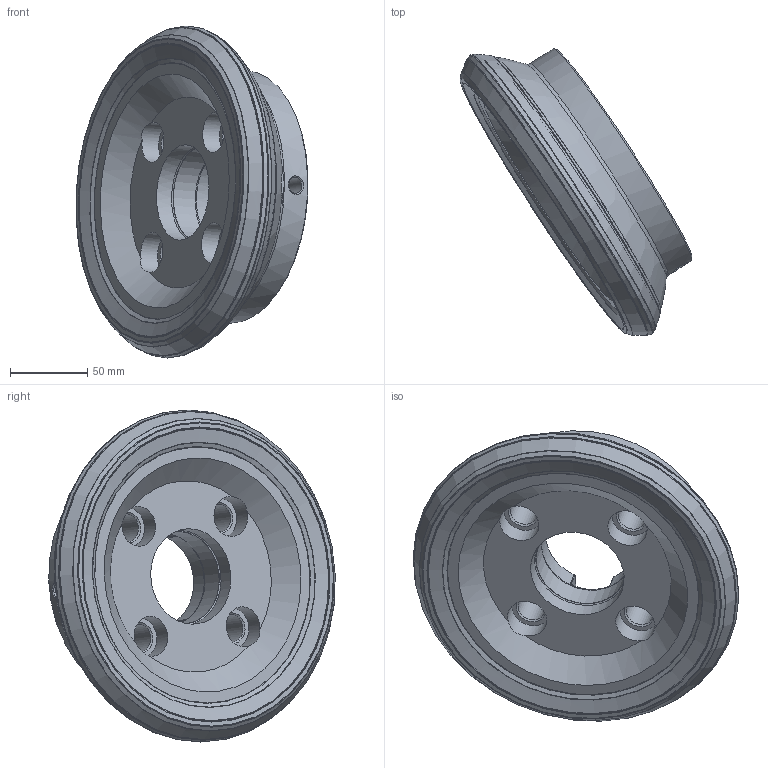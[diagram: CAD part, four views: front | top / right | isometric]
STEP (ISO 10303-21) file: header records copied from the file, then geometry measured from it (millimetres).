
FILE_DESCRIPTION(/* description */ (''),/* implementation_level */ '2;1');
FILE_NAME(/* name */ '',/* time_stamp */ '2019-04-10T10:32:36+02:00',/* author */ (''),/* organization */ (''),/* preprocessor_version */ 'ST-DEVELOPER v15',/* originating_system */ 'SIEMENS PLM Software NX 8.5',/* authorisation */ '');
FILE_SCHEMA (('AUTOMOTIVE_DESIGN { 1 0 10303 214 3 1 1 1 }'));
Length unit declared in the file: millimetre
Products named in the file (1): fo342B98C5C1qkro
Bounding box: 150.35 x 185.74 x 215.25 mm (x, y, z)
Volume: 1165367.4 mm3; surface area: 160876.2 mm2
Topology: 1 solids, 6 shells, 154 faces, 414 edges, 269 vertices
Faces by surface type: revolution 71, cylinder 27, plane 23, cone 20, torus 10, bspline 3
Full cylindrical faces by diameter (mm): 10.3 x2, 18 x4, 26 x4, 60.025 x1, 60.2 x1, 62 x1, 164 x1, 211.565 x1
Entity records: 4210 total; most frequent: CARTESIAN_POINT 1228, DIRECTION 588, ORIENTED_EDGE 448, EDGE_LOOP 272, AXIS2_PLACEMENT_3D 243, FACE_BOUND 238, EDGE_CURVE 224, VERTEX_POINT 184
